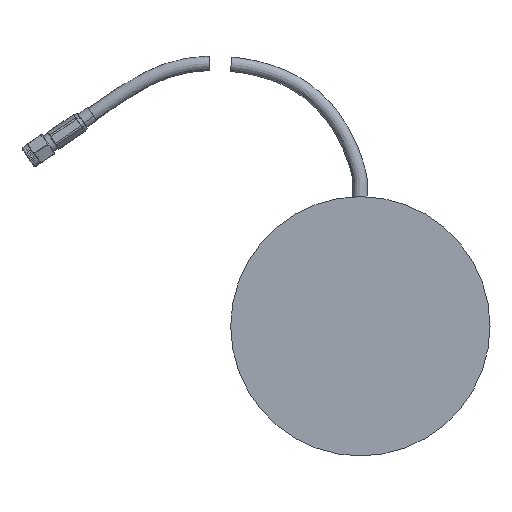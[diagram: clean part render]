
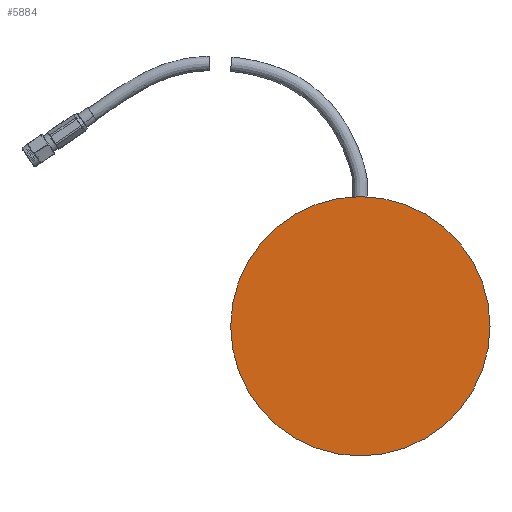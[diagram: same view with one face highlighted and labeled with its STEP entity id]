
A CAD part, front view. The second image highlights one B-rep face of the part: STEP entity #5884.
In plain terms, the highlighted planar face has unit normal (0, -1, 0).
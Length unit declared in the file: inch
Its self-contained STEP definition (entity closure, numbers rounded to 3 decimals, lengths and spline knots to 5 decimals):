
#627 = AXIS2_PLACEMENT_3D ( 'NONE', #13021, #13020, #13018 ) ;
#685 = AXIS2_PLACEMENT_3D ( 'NONE', #12618, #12608, #12602 ) ;
#2343 = FACE_OUTER_BOUND ( 'NONE', #10322, .T. ) ;
#2793 = AXIS2_PLACEMENT_3D ( 'NONE', #8914, #8912, #8910 ) ;
#3989 = CARTESIAN_POINT ( 'NONE',  ( 0., 0., 1.75 ) ) ;
#4011 = CARTESIAN_POINT ( 'NONE',  ( 0., 0., -1.75 ) ) ;
#5014 = CIRCLE ( 'NONE', #627, 1.75 ) ;
#5146 = CIRCLE ( 'NONE', #685, 1.75 ) ;
#5884 = ADVANCED_FACE ( 'NONE', ( #2343 ), #8980, .F. ) ;
#6715 = EDGE_CURVE ( 'NONE', #7814, #7792, #5014, .T. ) ;
#6816 = EDGE_CURVE ( 'NONE', #7792, #7814, #5146, .T. ) ;
#7576 = ORIENTED_EDGE ( 'NONE', *, *, #6715, .T. ) ;
#7594 = ORIENTED_EDGE ( 'NONE', *, *, #6816, .T. ) ;
#7792 = VERTEX_POINT ( 'NONE', #3989 ) ;
#7814 = VERTEX_POINT ( 'NONE', #4011 ) ;
#8910 = DIRECTION ( 'NONE',  ( 0., 0., 1. ) ) ;
#8912 = DIRECTION ( 'NONE',  ( 0., 1., 0. ) ) ;
#8914 = CARTESIAN_POINT ( 'NONE',  ( -1.75, 0., 0. ) ) ;
#8980 = PLANE ( 'NONE',  #2793 ) ;
#10322 = EDGE_LOOP ( 'NONE', ( #7576, #7594 ) ) ;
#12602 = DIRECTION ( 'NONE',  ( 0., 0., -1. ) ) ;
#12608 = DIRECTION ( 'NONE',  ( 0., -1., 0. ) ) ;
#12618 = CARTESIAN_POINT ( 'NONE',  ( 0., 0., 0. ) ) ;
#13018 = DIRECTION ( 'NONE',  ( 0., 0., -1. ) ) ;
#13020 = DIRECTION ( 'NONE',  ( 0., -1., 0. ) ) ;
#13021 = CARTESIAN_POINT ( 'NONE',  ( 0., 0., 0. ) ) ;
